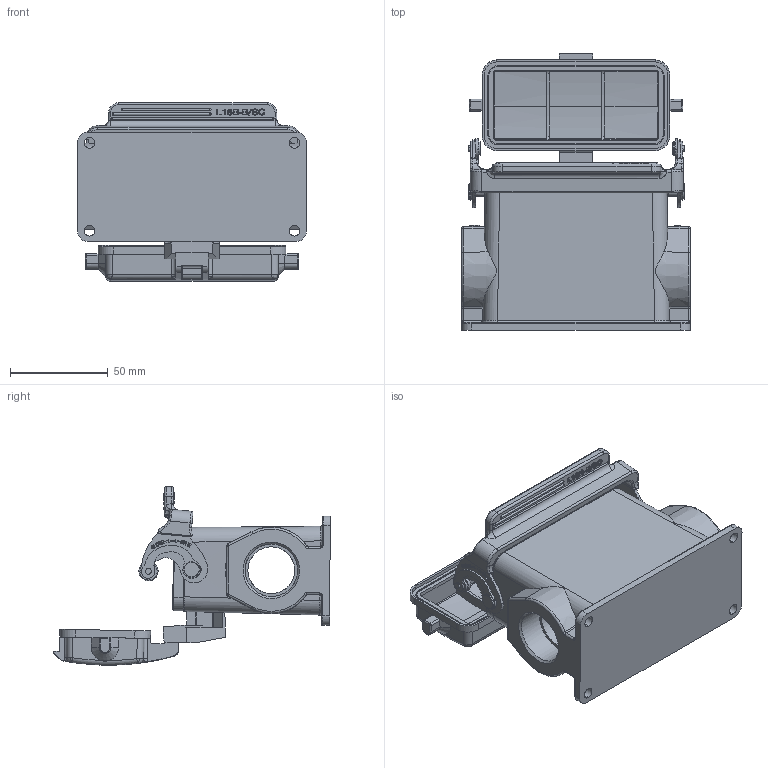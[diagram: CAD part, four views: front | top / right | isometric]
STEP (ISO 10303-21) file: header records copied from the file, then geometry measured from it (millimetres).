
FILE_DESCRIPTION(/* description */ (''),/* implementation_level */ '2;1');
FILE_NAME(/* name */ '3D_1240162615031_HV16B-SFH-1L_SC-CV-2PG21_V1.1.stp',/* time_stamp */ '2024-01-03T14:16:58+08:00',/* author */ (''),/* organization */ (''),/* preprocessor_version */ 'ST-DEVELOPER v18.1',/* originating_system */ 'SIEMENS PLM Software NX 1980',/* authorisation */ '');
FILE_SCHEMA (('AUTOMOTIVE_DESIGN { 1 0 10303 214 3 1 1 1 }'));
Products named in the file (1): 145913980AD9o13q
Bounding box: 117.01 x 141.71 x 91.4 mm (x, y, z)
Volume: 177438.4 mm3; surface area: 87678.7 mm2
Topology: 2 solids, 6 shells, 1307 faces, 3548 edges, 2291 vertices
Faces by surface type: plane 555, cylinder 519, torus 89, bspline 54, extrusion 36, cone 32, sphere 22
Full cylindrical faces by diameter (mm): 24 x2, 26.9 x2
Entity records: 57438 total; most frequent: CARTESIAN_POINT 22194, ORIENTED_EDGE 6970, DIRECTION 5500, EDGE_CURVE 3488, VERTEX_POINT 2283, AXIS2_PLACEMENT_3D 2006, VECTOR 1488, LINE 1452
